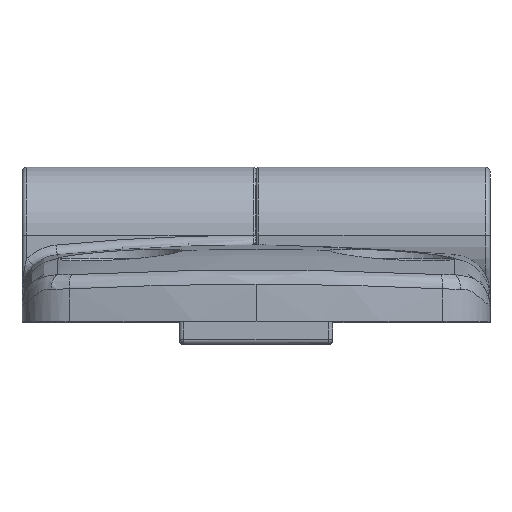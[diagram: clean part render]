
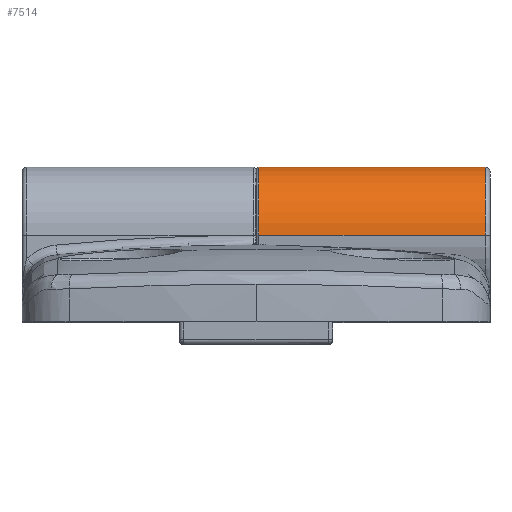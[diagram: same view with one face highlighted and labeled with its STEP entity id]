
A CAD part, top view. The second image highlights one B-rep face of the part: STEP entity #7514.
In plain terms, the highlighted cylindrical face has radius 7 mm (diameter 14 mm), a partial arc.
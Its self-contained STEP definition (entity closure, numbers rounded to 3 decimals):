
#1228 = ORIENTED_EDGE ( 'NONE', *, *, #7066, .T. ) ;
#1300 = VECTOR ( 'NONE', #2753, 1000. ) ;
#1590 = CARTESIAN_POINT ( 'NONE',  ( 24., 8.9, -7. ) ) ;
#1614 = EDGE_CURVE ( 'NONE', #9327, #7337, #9772, .T. ) ;
#2239 = CARTESIAN_POINT ( 'NONE',  ( 23.5, 8.9, -7. ) ) ;
#2692 = EDGE_CURVE ( 'NONE', #9327, #9048, #5547, .T. ) ;
#2753 = DIRECTION ( 'NONE',  ( -1., 0., 0. ) ) ;
#3332 = EDGE_CURVE ( 'NONE', #10372, #9048, #14516, .T. ) ;
#3657 = DIRECTION ( 'NONE',  ( 0., 0., -1. ) ) ;
#4016 = ORIENTED_EDGE ( 'NONE', *, *, #1614, .T. ) ;
#4856 = DIRECTION ( 'NONE',  ( -1., 0., 0. ) ) ;
#5043 = FACE_OUTER_BOUND ( 'NONE', #13237, .T. ) ;
#5547 = LINE ( 'NONE', #6813, #12136 ) ;
#5718 = AXIS2_PLACEMENT_3D ( 'NONE', #7274, #11763, #8449 ) ;
#6813 = CARTESIAN_POINT ( 'NONE',  ( 24., 8.9, 7. ) ) ;
#7066 = EDGE_CURVE ( 'NONE', #7337, #10372, #11707, .T. ) ;
#7213 = ORIENTED_EDGE ( 'NONE', *, *, #2692, .F. ) ;
#7274 = CARTESIAN_POINT ( 'NONE',  ( 24., 8.9, 0. ) ) ;
#7337 = VERTEX_POINT ( 'NONE', #2239 ) ;
#7514 = ADVANCED_FACE ( 'NONE', ( #5043 ), #10731, .T. ) ;
#8449 = DIRECTION ( 'NONE',  ( 0., 0., 1. ) ) ;
#8964 = DIRECTION ( 'NONE',  ( -1., 0., 0. ) ) ;
#9048 = VERTEX_POINT ( 'NONE', #14449 ) ;
#9327 = VERTEX_POINT ( 'NONE', #13870 ) ;
#9772 = CIRCLE ( 'NONE', #10726, 7. ) ;
#9899 = ORIENTED_EDGE ( 'NONE', *, *, #3332, .T. ) ;
#10372 = VERTEX_POINT ( 'NONE', #13390 ) ;
#10390 = DIRECTION ( 'NONE',  ( 1., 0., 0. ) ) ;
#10726 = AXIS2_PLACEMENT_3D ( 'NONE', #13800, #4856, #12827 ) ;
#10731 = CYLINDRICAL_SURFACE ( 'NONE', #5718, 7. ) ;
#10981 = AXIS2_PLACEMENT_3D ( 'NONE', #13557, #10390, #3657 ) ;
#11707 = LINE ( 'NONE', #1590, #1300 ) ;
#11763 = DIRECTION ( 'NONE',  ( -1., 0., 0. ) ) ;
#12136 = VECTOR ( 'NONE', #8964, 1000. ) ;
#12827 = DIRECTION ( 'NONE',  ( 0., 0., 1. ) ) ;
#13237 = EDGE_LOOP ( 'NONE', ( #7213, #4016, #1228, #9899 ) ) ;
#13390 = CARTESIAN_POINT ( 'NONE',  ( 0.3, 8.9, -7. ) ) ;
#13557 = CARTESIAN_POINT ( 'NONE',  ( 0.3, 8.9, 0. ) ) ;
#13800 = CARTESIAN_POINT ( 'NONE',  ( 23.5, 8.9, 0. ) ) ;
#13870 = CARTESIAN_POINT ( 'NONE',  ( 23.5, 8.9, 7. ) ) ;
#14449 = CARTESIAN_POINT ( 'NONE',  ( 0.3, 8.9, 7. ) ) ;
#14516 = CIRCLE ( 'NONE', #10981, 7. ) ;
